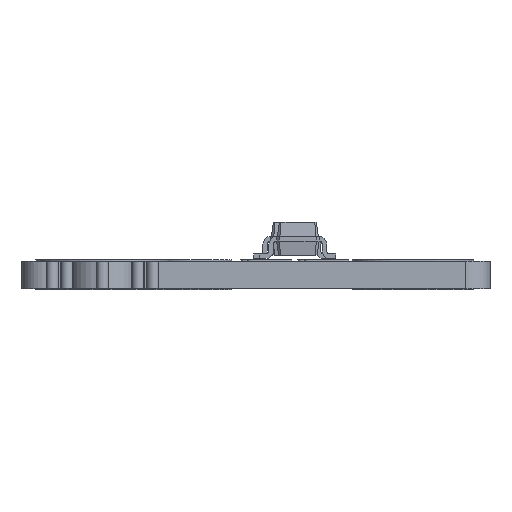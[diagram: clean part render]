
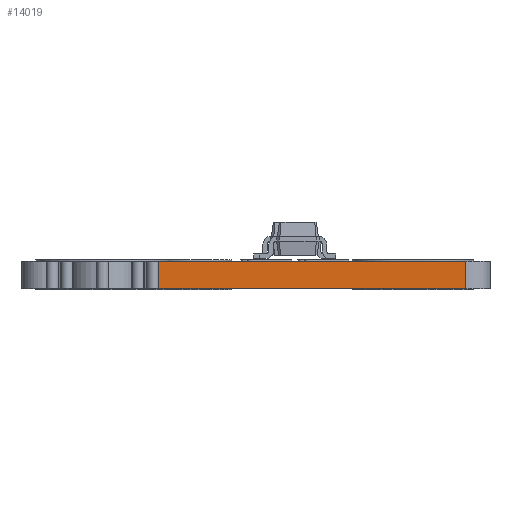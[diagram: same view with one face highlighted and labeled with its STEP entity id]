
A CAD part, front view. The second image highlights one B-rep face of the part: STEP entity #14019.
In plain terms, the highlighted planar face has unit normal (0, -1, 0).
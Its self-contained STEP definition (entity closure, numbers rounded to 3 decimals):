
#13450 = VERTEX_POINT('',#13451);
#13451 = CARTESIAN_POINT('',(108.1,-86.4,0.));
#13458 = EDGE_CURVE('',#13459,#13450,#13461,.T.);
#13459 = VERTEX_POINT('',#13460);
#13460 = CARTESIAN_POINT('',(121.896,-86.4,0.));
#13461 = LINE('',#13462,#13463);
#13462 = CARTESIAN_POINT('',(121.896,-86.4,0.));
#13463 = VECTOR('',#13464,1.);
#13464 = DIRECTION('',(-1.,0.,0.));
#13742 = VERTEX_POINT('',#13743);
#13743 = CARTESIAN_POINT('',(108.1,-86.4,0.91));
#13750 = EDGE_CURVE('',#13751,#13742,#13753,.T.);
#13751 = VERTEX_POINT('',#13752);
#13752 = CARTESIAN_POINT('',(121.896,-86.4,0.91));
#13753 = LINE('',#13754,#13755);
#13754 = CARTESIAN_POINT('',(121.896,-86.4,0.91));
#13755 = VECTOR('',#13756,1.);
#13756 = DIRECTION('',(-1.,0.,0.));
#13991 = EDGE_CURVE('',#13459,#13751,#13992,.T.);
#13992 = LINE('',#13993,#13994);
#13993 = CARTESIAN_POINT('',(121.896,-86.4,0.));
#13994 = VECTOR('',#13995,1.);
#13995 = DIRECTION('',(0.,0.,1.));
#14019 = ADVANCED_FACE('',(#14020),#14031,.T.);
#14020 = FACE_BOUND('',#14021,.T.);
#14021 = EDGE_LOOP('',(#14022,#14023,#14024,#14030));
#14022 = ORIENTED_EDGE('',*,*,#13991,.T.);
#14023 = ORIENTED_EDGE('',*,*,#13750,.T.);
#14024 = ORIENTED_EDGE('',*,*,#14025,.F.);
#14025 = EDGE_CURVE('',#13450,#13742,#14026,.T.);
#14026 = LINE('',#14027,#14028);
#14027 = CARTESIAN_POINT('',(108.1,-86.4,0.));
#14028 = VECTOR('',#14029,1.);
#14029 = DIRECTION('',(0.,0.,1.));
#14030 = ORIENTED_EDGE('',*,*,#13458,.F.);
#14031 = PLANE('',#14032);
#14032 = AXIS2_PLACEMENT_3D('',#14033,#14034,#14035);
#14033 = CARTESIAN_POINT('',(121.896,-86.4,0.));
#14034 = DIRECTION('',(0.,-1.,0.));
#14035 = DIRECTION('',(-1.,0.,0.));
